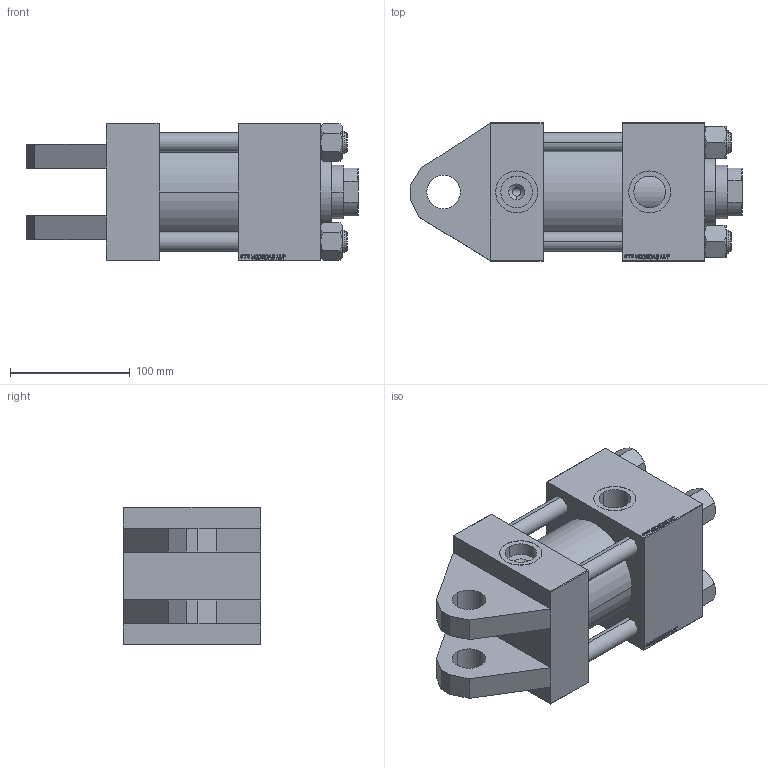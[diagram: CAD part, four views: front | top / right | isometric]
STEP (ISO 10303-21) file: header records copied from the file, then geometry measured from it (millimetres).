
FILE_DESCRIPTION (( 'STEP AP203' ), '1' );
FILE_NAME ('895d.STEP', '2022-04-16T12:55:41', ( '' ), ( '' ), 'SwSTEP 2.0', 'SolidWorks 2019', '' );
FILE_SCHEMA (( 'CONFIG_CONTROL_DESIGN' ));
Length unit declared in the file: millimetre
Products named in the file (6): V215CR_TYCINKA_H a5e54f62d63f58ffdd0e89836df2dce2; V215CR_H_Body a5e54f62d63f58ffdd0e89836df2dce2; V215CR_VCP_H a5e54f62d63f58ffdd0e89836df2dce2; NUT_M5_H a5e54f62d63f58ffdd0e89836df2dce2; 895d; V215_VC_A a5e54f62d63f58ffdd0e89836df2dce2
Assembly tree (11 placements, depth 2):
  895d
    V215CR_H_Body a5e54f62d63f58ffdd0e89836df2dce2
    V215CR_VCP_H a5e54f62d63f58ffdd0e89836df2dce2
    V215CR_TYCINKA_H a5e54f62d63f58ffdd0e89836df2dce2  x4
    NUT_M5_H a5e54f62d63f58ffdd0e89836df2dce2  x4
    V215_VC_A a5e54f62d63f58ffdd0e89836df2dce2
Bounding box: 277 x 115 x 115 mm (x, y, z)
Volume: 2011558.5 mm3; surface area: 301267.8 mm2
Topology: 11 solids, 11 shells, 1185 faces, 3008 edges, 1953 vertices
Faces by surface type: plane 566, bspline 392, cone 132, cylinder 87, torus 8
Entity records: 50388 total; most frequent: CARTESIAN_POINT 27167, ORIENTED_EDGE 5272, DIRECTION 3326, EDGE_CURVE 2636, VERTEX_POINT 1731, VECTOR 1602, LINE 1602, EDGE_LOOP 1157
